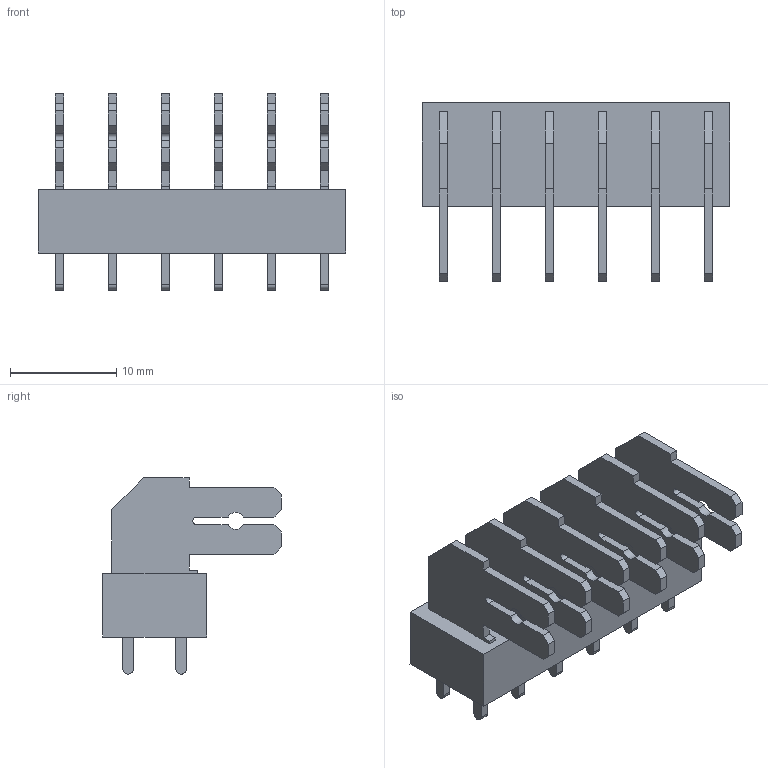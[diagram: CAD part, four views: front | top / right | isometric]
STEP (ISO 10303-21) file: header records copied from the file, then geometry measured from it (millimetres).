
FILE_DESCRIPTION(('CATIA V5 STEP Exchange','CAx-IF Rec.Pracs.--- Model Styling and Organization---1.2---2011-12-15'),'2;1');
FILE_NAME ('D1464923_0_9511450000_9511450000.stp','2018-08-31T15:36:47+00:00',('none'),('Weidmueller'),'CATIA Version 5-6 Release 2014','CATIA V5 STEP AP214','none');
FILE_SCHEMA(('AUTOMOTIVE_DESIGN { 1 0 10303 214 1 1 1 1 }'));
Length unit declared in the file: millimetre
Products named in the file (1): 9511450000
Bounding box: 29 x 16.85 x 18.5 mm (x, y, z)
Volume: 2258.8 mm3; surface area: 3293.7 mm2
Topology: 7 solids, 7 shells, 252 faces, 714 edges, 476 vertices
Faces by surface type: plane 222, cylinder 30
Entity records: 7114 total; most frequent: ORIENTED_EDGE 1428, CARTESIAN_POINT 1252, DIRECTION 836, EDGE_CURVE 714, VECTOR 654, LINE 654, VERTEX_POINT 476, EDGE_LOOP 276
